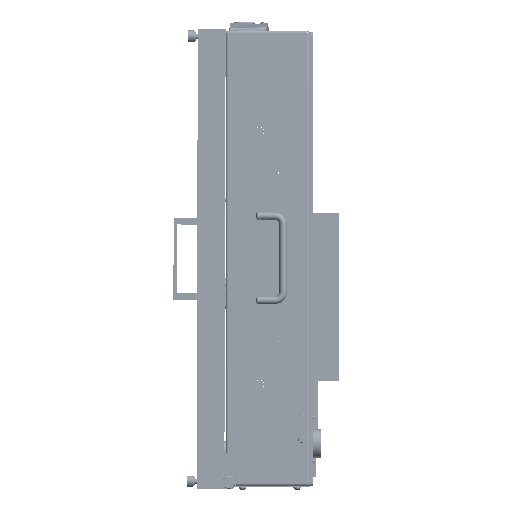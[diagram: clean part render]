
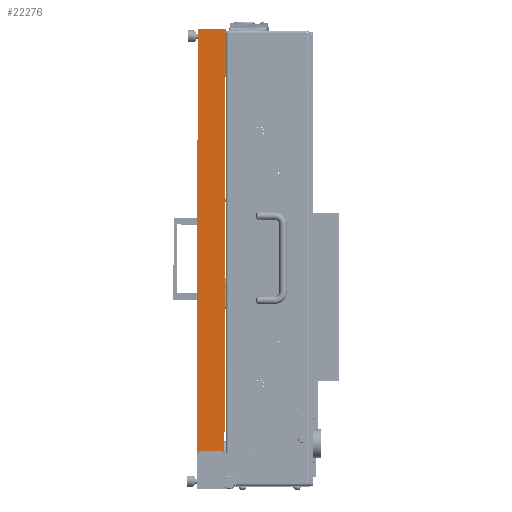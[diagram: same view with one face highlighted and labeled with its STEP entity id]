
A CAD part, left-side view. The second image highlights one B-rep face of the part: STEP entity #22276.
In plain terms, the highlighted planar face has unit normal (-1, 0, 0).
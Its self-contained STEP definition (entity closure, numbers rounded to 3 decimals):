
#2686 = CARTESIAN_POINT ( 'NONE',  ( -327.5, 28., -228. ) ) ;
#2804 = VECTOR ( 'NONE', #231504, 1000. ) ;
#5619 = VERTEX_POINT ( 'NONE', #103905 ) ;
#6294 = CARTESIAN_POINT ( 'NONE',  ( -327.5, 0., -229.265 ) ) ;
#11890 = VERTEX_POINT ( 'NONE', #138016 ) ;
#17367 = CARTESIAN_POINT ( 'NONE',  ( -327.5, 33., -228. ) ) ;
#18528 = LINE ( 'NONE', #104441, #135689 ) ;
#21165 = EDGE_LOOP ( 'NONE', ( #184743, #112352, #114938, #65949, #108504, #187813 ) ) ;
#22094 = DIRECTION ( 'NONE',  ( -1., 0., 0. ) ) ;
#22276 = ADVANCED_FACE ( 'NONE', ( #22727 ), #259376, .F. ) ;
#22727 = FACE_OUTER_BOUND ( 'NONE', #21165, .T. ) ;
#22927 = LINE ( 'NONE', #265125, #192261 ) ;
#24232 = EDGE_CURVE ( 'NONE', #65451, #5619, #149085, .T. ) ;
#25753 = EDGE_CURVE ( 'NONE', #65451, #77141, #257631, .T. ) ;
#27612 = AXIS2_PLACEMENT_3D ( 'NONE', #146184, #22094, #236227 ) ;
#35896 = DIRECTION ( 'NONE',  ( 0., 0., -1. ) ) ;
#52658 = EDGE_CURVE ( 'NONE', #5619, #198559, #59666, .T. ) ;
#59666 = LINE ( 'NONE', #17367, #2804 ) ;
#65451 = VERTEX_POINT ( 'NONE', #6294 ) ;
#65949 = ORIENTED_EDGE ( 'NONE', *, *, #146583, .F. ) ;
#66426 = DIRECTION ( 'NONE',  ( 1., 0., 0. ) ) ;
#77141 = VERTEX_POINT ( 'NONE', #169628 ) ;
#99257 = CARTESIAN_POINT ( 'NONE',  ( -327.5, 28., -233. ) ) ;
#103905 = CARTESIAN_POINT ( 'NONE',  ( -327.5, 7., -228. ) ) ;
#104441 = CARTESIAN_POINT ( 'NONE',  ( -327.5, 33., -273. ) ) ;
#108504 = ORIENTED_EDGE ( 'NONE', *, *, #218801, .F. ) ;
#111582 = DIRECTION ( 'NONE',  ( 0., -1., 0. ) ) ;
#112352 = ORIENTED_EDGE ( 'NONE', *, *, #24232, .F. ) ;
#114938 = ORIENTED_EDGE ( 'NONE', *, *, #25753, .T. ) ;
#127466 = CARTESIAN_POINT ( 'NONE',  ( -327.5, 33., -233. ) ) ;
#135689 = VECTOR ( 'NONE', #190385, 1000. ) ;
#138016 = CARTESIAN_POINT ( 'NONE',  ( -327.5, 33., 273. ) ) ;
#146184 = CARTESIAN_POINT ( 'NONE',  ( -327.5, 7., -248. ) ) ;
#146583 = EDGE_CURVE ( 'NONE', #11890, #77141, #22927, .T. ) ;
#149085 = CIRCLE ( 'NONE', #27612, 20. ) ;
#152350 = DIRECTION ( 'NONE',  ( 0., 0., -1. ) ) ;
#169628 = CARTESIAN_POINT ( 'NONE',  ( -327.5, 0., 273. ) ) ;
#172114 = CARTESIAN_POINT ( 'NONE',  ( -327.5, 33., -273. ) ) ;
#175863 = CARTESIAN_POINT ( 'NONE',  ( -327.5, 0., -273. ) ) ;
#183186 = VERTEX_POINT ( 'NONE', #127466 ) ;
#184743 = ORIENTED_EDGE ( 'NONE', *, *, #52658, .F. ) ;
#185190 = DIRECTION ( 'NONE',  ( 1., 0., 0. ) ) ;
#185655 = VECTOR ( 'NONE', #260368, 1000. ) ;
#187813 = ORIENTED_EDGE ( 'NONE', *, *, #195852, .T. ) ;
#190385 = DIRECTION ( 'NONE',  ( 0., 0., 1. ) ) ;
#192261 = VECTOR ( 'NONE', #111582, 1000. ) ;
#195852 = EDGE_CURVE ( 'NONE', #183186, #198559, #267568, .T. ) ;
#198559 = VERTEX_POINT ( 'NONE', #2686 ) ;
#218801 = EDGE_CURVE ( 'NONE', #183186, #11890, #18528, .T. ) ;
#231504 = DIRECTION ( 'NONE',  ( 0., 1., 0. ) ) ;
#231579 = AXIS2_PLACEMENT_3D ( 'NONE', #99257, #185190, #35896 ) ;
#236227 = DIRECTION ( 'NONE',  ( 0., 0., -1. ) ) ;
#243184 = AXIS2_PLACEMENT_3D ( 'NONE', #172114, #66426, #152350 ) ;
#257631 = LINE ( 'NONE', #175863, #185655 ) ;
#259376 = PLANE ( 'NONE',  #243184 ) ;
#260368 = DIRECTION ( 'NONE',  ( 0., 0., 1. ) ) ;
#265125 = CARTESIAN_POINT ( 'NONE',  ( -327.5, 33., 273. ) ) ;
#267568 = CIRCLE ( 'NONE', #231579, 5. ) ;
